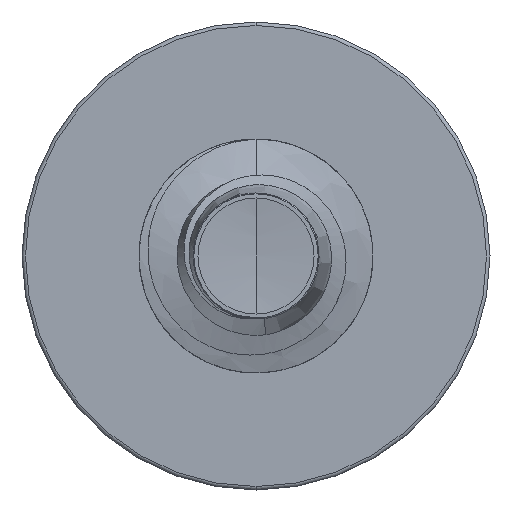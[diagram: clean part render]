
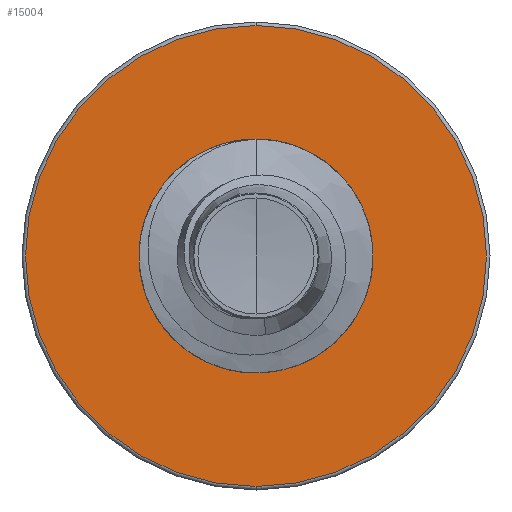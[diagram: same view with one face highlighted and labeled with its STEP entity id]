
A CAD part, front view. The second image highlights one B-rep face of the part: STEP entity #15004.
In plain terms, the highlighted planar face has unit normal (0, -1, 0).
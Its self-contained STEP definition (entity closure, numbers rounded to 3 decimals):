
#716 = PLANE ( 'NONE',  #13433 ) ;
#816 = CARTESIAN_POINT ( 'NONE',  ( 0., 15., -2.415 ) ) ;
#1444 = CIRCLE ( 'NONE', #7481, 4.925 ) ;
#1664 = ORIENTED_EDGE ( 'NONE', *, *, #6389, .F. ) ;
#1743 = EDGE_LOOP ( 'NONE', ( #15612, #18526 ) ) ;
#2995 = EDGE_CURVE ( 'NONE', #7689, #19805, #17786, .T. ) ;
#4269 = DIRECTION ( 'NONE',  ( 0., 0., 1. ) ) ;
#4338 = DIRECTION ( 'NONE',  ( 0., 1., 0. ) ) ;
#4364 = CARTESIAN_POINT ( 'NONE',  ( 0., 15., 0. ) ) ;
#5277 = DIRECTION ( 'NONE',  ( 0., 0., 1. ) ) ;
#5408 = AXIS2_PLACEMENT_3D ( 'NONE', #11385, #11364, #11310 ) ;
#5972 = CARTESIAN_POINT ( 'NONE',  ( 0., 15., 4.925 ) ) ;
#6157 = CARTESIAN_POINT ( 'NONE',  ( 0., 15., 2.415 ) ) ;
#6280 = VERTEX_POINT ( 'NONE', #5972 ) ;
#6389 = EDGE_CURVE ( 'NONE', #6280, #16025, #1444, .T. ) ;
#7082 = EDGE_LOOP ( 'NONE', ( #1664, #7386 ) ) ;
#7386 = ORIENTED_EDGE ( 'NONE', *, *, #19904, .F. ) ;
#7481 = AXIS2_PLACEMENT_3D ( 'NONE', #4364, #4338, #4269 ) ;
#7689 = VERTEX_POINT ( 'NONE', #6157 ) ;
#9105 = CARTESIAN_POINT ( 'NONE',  ( 0., 15., 0. ) ) ;
#9801 = CARTESIAN_POINT ( 'NONE',  ( 0., 15., 0. ) ) ;
#10316 = CARTESIAN_POINT ( 'NONE',  ( 0., 15., -2.415 ) ) ;
#10412 = CIRCLE ( 'NONE', #19267, 4.925 ) ;
#10809 = DIRECTION ( 'NONE',  ( 0., 0., 1. ) ) ;
#11310 = DIRECTION ( 'NONE',  ( 0., 0., 1. ) ) ;
#11364 = DIRECTION ( 'NONE',  ( 0., 1., 0. ) ) ;
#11385 = CARTESIAN_POINT ( 'NONE',  ( 0., 15., 0. ) ) ;
#11452 = DIRECTION ( 'NONE',  ( 0., 0., 1. ) ) ;
#12475 = CARTESIAN_POINT ( 'NONE',  ( 0., 15., -4.925 ) ) ;
#13433 = AXIS2_PLACEMENT_3D ( 'NONE', #816, #15190, #5277 ) ;
#15004 = ADVANCED_FACE ( 'NONE', ( #16076, #16416 ), #716, .F. ) ;
#15190 = DIRECTION ( 'NONE',  ( 0., 1., 0. ) ) ;
#15612 = ORIENTED_EDGE ( 'NONE', *, *, #2995, .T. ) ;
#16025 = VERTEX_POINT ( 'NONE', #12475 ) ;
#16076 = FACE_OUTER_BOUND ( 'NONE', #7082, .T. ) ;
#16416 = FACE_BOUND ( 'NONE', #1743, .T. ) ;
#17786 = CIRCLE ( 'NONE', #5408, 2.415 ) ;
#18407 = DIRECTION ( 'NONE',  ( 0., 1., 0. ) ) ;
#18526 = ORIENTED_EDGE ( 'NONE', *, *, #19386, .T. ) ;
#18761 = CIRCLE ( 'NONE', #19521, 2.415 ) ;
#18827 = DIRECTION ( 'NONE',  ( 0., 1., 0. ) ) ;
#19267 = AXIS2_PLACEMENT_3D ( 'NONE', #9105, #18407, #10809 ) ;
#19386 = EDGE_CURVE ( 'NONE', #19805, #7689, #18761, .T. ) ;
#19521 = AXIS2_PLACEMENT_3D ( 'NONE', #9801, #18827, #11452 ) ;
#19805 = VERTEX_POINT ( 'NONE', #10316 ) ;
#19904 = EDGE_CURVE ( 'NONE', #16025, #6280, #10412, .T. ) ;
